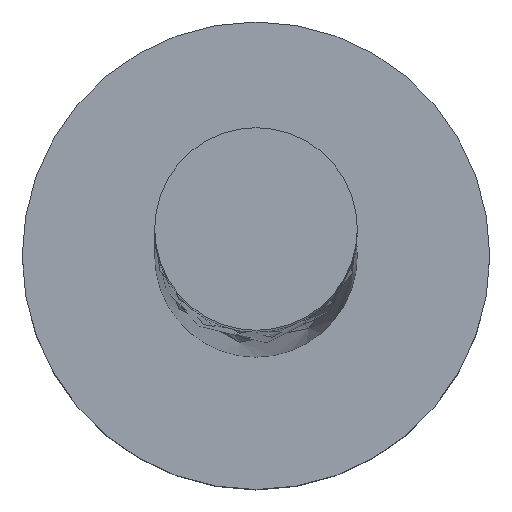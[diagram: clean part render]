
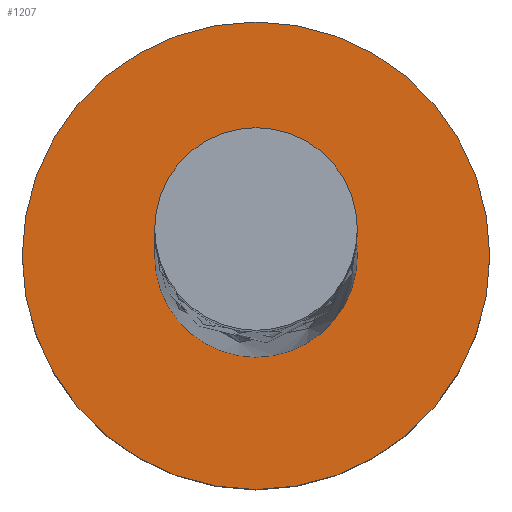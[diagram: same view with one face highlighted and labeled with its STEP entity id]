
A CAD part, top view. The second image highlights one B-rep face of the part: STEP entity #1207.
In plain terms, the highlighted planar face has unit normal (0, 0, 1).
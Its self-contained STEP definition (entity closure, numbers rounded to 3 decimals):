
#19 = CARTESIAN_POINT ( 'NONE',  ( 0.65, 0., 1.5 ) ) ;
#37 = CIRCLE ( 'NONE', #876, 1.5 ) ;
#58 = CARTESIAN_POINT ( 'NONE',  ( 0., 0., 1.5 ) ) ;
#168 = EDGE_CURVE ( 'NONE', #1165, #1091, #299, .T. ) ;
#229 = DIRECTION ( 'NONE',  ( 0., 0., 1. ) ) ;
#237 = AXIS2_PLACEMENT_3D ( 'NONE', #409, #1060, #622 ) ;
#248 = CARTESIAN_POINT ( 'NONE',  ( -0.65, 0., 1.5 ) ) ;
#299 = CIRCLE ( 'NONE', #546, 0.65 ) ;
#300 = DIRECTION ( 'NONE',  ( 0., 0., 1. ) ) ;
#386 = CARTESIAN_POINT ( 'NONE',  ( 1.5, 0., 1.5 ) ) ;
#395 = DIRECTION ( 'NONE',  ( 1., 0., 0. ) ) ;
#409 = CARTESIAN_POINT ( 'NONE',  ( 0., 0., 1.5 ) ) ;
#410 = EDGE_CURVE ( 'NONE', #1091, #1165, #808, .T. ) ;
#425 = EDGE_LOOP ( 'NONE', ( #1072, #1257 ) ) ;
#545 = CARTESIAN_POINT ( 'NONE',  ( 0., 0., 1.5 ) ) ;
#546 = AXIS2_PLACEMENT_3D ( 'NONE', #58, #1331, #395 ) ;
#554 = FACE_BOUND ( 'NONE', #425, .T. ) ;
#563 = CIRCLE ( 'NONE', #237, 1.5 ) ;
#608 = VERTEX_POINT ( 'NONE', #386 ) ;
#622 = DIRECTION ( 'NONE',  ( 1., 0., 0. ) ) ;
#641 = EDGE_CURVE ( 'NONE', #747, #608, #37, .T. ) ;
#677 = EDGE_LOOP ( 'NONE', ( #1062, #1188 ) ) ;
#691 = CARTESIAN_POINT ( 'NONE',  ( -1.5, 0., 1.5 ) ) ;
#747 = VERTEX_POINT ( 'NONE', #691 ) ;
#748 = PLANE ( 'NONE',  #1264 ) ;
#808 = CIRCLE ( 'NONE', #1241, 0.65 ) ;
#820 = EDGE_CURVE ( 'NONE', #608, #747, #563, .T. ) ;
#876 = AXIS2_PLACEMENT_3D ( 'NONE', #1242, #300, #1025 ) ;
#879 = DIRECTION ( 'NONE',  ( 1., 0., 0. ) ) ;
#1025 = DIRECTION ( 'NONE',  ( 1., 0., 0. ) ) ;
#1060 = DIRECTION ( 'NONE',  ( 0., 0., 1. ) ) ;
#1062 = ORIENTED_EDGE ( 'NONE', *, *, #641, .T. ) ;
#1072 = ORIENTED_EDGE ( 'NONE', *, *, #168, .F. ) ;
#1091 = VERTEX_POINT ( 'NONE', #19 ) ;
#1151 = DIRECTION ( 'NONE',  ( 1., 0., 0. ) ) ;
#1165 = VERTEX_POINT ( 'NONE', #248 ) ;
#1183 = FACE_OUTER_BOUND ( 'NONE', #677, .T. ) ;
#1188 = ORIENTED_EDGE ( 'NONE', *, *, #820, .T. ) ;
#1207 = ADVANCED_FACE ( 'NONE', ( #554, #1183 ), #748, .T. ) ;
#1241 = AXIS2_PLACEMENT_3D ( 'NONE', #1350, #1266, #1151 ) ;
#1242 = CARTESIAN_POINT ( 'NONE',  ( 0., 0., 1.5 ) ) ;
#1257 = ORIENTED_EDGE ( 'NONE', *, *, #410, .F. ) ;
#1264 = AXIS2_PLACEMENT_3D ( 'NONE', #545, #229, #879 ) ;
#1266 = DIRECTION ( 'NONE',  ( 0., 0., 1. ) ) ;
#1331 = DIRECTION ( 'NONE',  ( 0., 0., 1. ) ) ;
#1350 = CARTESIAN_POINT ( 'NONE',  ( 0., 0., 1.5 ) ) ;
